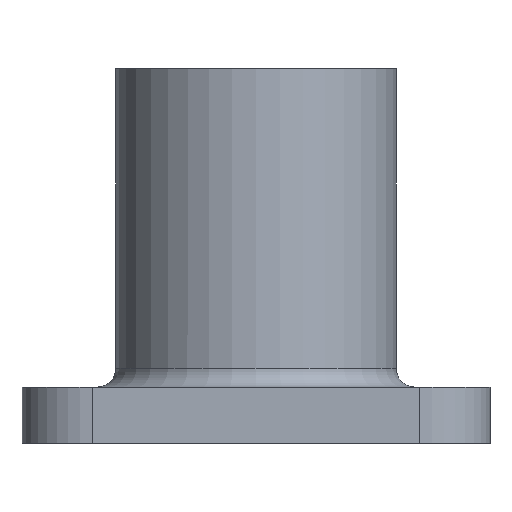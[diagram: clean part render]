
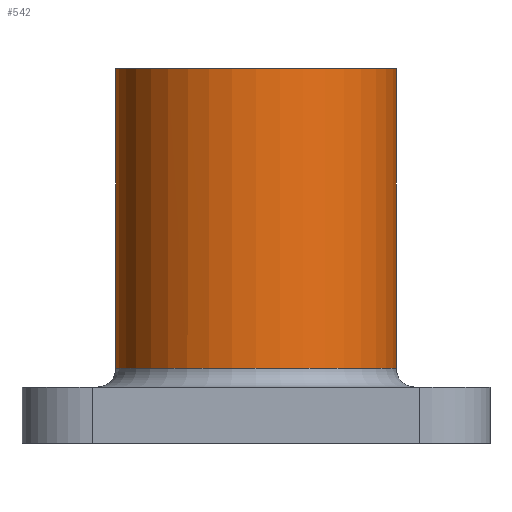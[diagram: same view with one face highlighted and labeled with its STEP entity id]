
A CAD part, left-side view. The second image highlights one B-rep face of the part: STEP entity #542.
In plain terms, the highlighted cylindrical face has radius 30 mm (diameter 60 mm), a full revolution.
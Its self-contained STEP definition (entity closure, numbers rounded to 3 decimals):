
#24=FACE_BOUND('',#104,.T.);
#46=B_SPLINE_CURVE_WITH_KNOTS('',3,(#859,#860,#861,#862,#863,#864,#865,
#866,#867,#868,#869,#870),.UNSPECIFIED.,.F.,.F.,(4,1,1,1,1,1,1,1,1,4),(-6.106,
-5.67,-5.234,-4.361,-3.489,
-2.617,-1.745,-0.872,-0.436,
0.),.UNSPECIFIED.);
#72=FACE_OUTER_BOUND('',#103,.T.);
#103=EDGE_LOOP('',(#402));
#104=EDGE_LOOP('',(#403,#404,#405,#406));
#153=CIRCLE('',#580,30.);
#159=CIRCLE('',#591,30.);
#192=LINE('',#852,#226);
#193=LINE('',#858,#227);
#226=VECTOR('',#686,26.);
#227=VECTOR('',#693,26.);
#259=VERTEX_POINT('',#834);
#260=VERTEX_POINT('',#836);
#263=VERTEX_POINT('',#851);
#264=VERTEX_POINT('',#855);
#265=VERTEX_POINT('',#857);
#311=EDGE_CURVE('',#259,#260,#153,.T.);
#319=EDGE_CURVE('',#260,#263,#192,.T.);
#321=EDGE_CURVE('',#264,#264,#159,.T.);
#322=EDGE_CURVE('',#265,#259,#193,.T.);
#323=EDGE_CURVE('',#263,#265,#46,.T.);
#402=ORIENTED_EDGE('',*,*,#321,.T.);
#403=ORIENTED_EDGE('',*,*,#311,.F.);
#404=ORIENTED_EDGE('',*,*,#322,.F.);
#405=ORIENTED_EDGE('',*,*,#323,.F.);
#406=ORIENTED_EDGE('',*,*,#319,.F.);
#520=CYLINDRICAL_SURFACE('',#590,30.);
#542=ADVANCED_FACE('',(#72,#24),#520,.T.);
#580=AXIS2_PLACEMENT_3D('',#837,#665,#666);
#590=AXIS2_PLACEMENT_3D('',#854,#689,#690);
#591=AXIS2_PLACEMENT_3D('',#856,#691,#692);
#665=DIRECTION('center_axis',(0.,0.,-1.));
#666=DIRECTION('ref_axis',(-1.,0.,0.));
#686=DIRECTION('',(0.,0.,1.));
#689=DIRECTION('center_axis',(0.,0.,1.));
#690=DIRECTION('ref_axis',(1.,0.,0.));
#691=DIRECTION('center_axis',(0.,0.,-1.));
#692=DIRECTION('ref_axis',(1.,0.,0.));
#693=DIRECTION('',(0.,0.,-1.));
#834=CARTESIAN_POINT('',(24.879,-8.765,16.));
#836=CARTESIAN_POINT('',(24.879,24.765,16.));
#837=CARTESIAN_POINT('Origin',(0.,8.,16.));
#851=CARTESIAN_POINT('',(24.879,24.765,42.));
#852=CARTESIAN_POINT('',(24.879,24.765,0.));
#854=CARTESIAN_POINT('Origin',(0.,8.,0.));
#855=CARTESIAN_POINT('',(-30.,8.,80.));
#856=CARTESIAN_POINT('Origin',(0.,8.,80.));
#857=CARTESIAN_POINT('',(24.879,-8.765,42.));
#858=CARTESIAN_POINT('',(24.879,-8.765,0.));
#859=CARTESIAN_POINT('Ctrl Pts',(24.879,24.765,42.));
#860=CARTESIAN_POINT('Ctrl Pts',(24.879,24.765,43.454));
#861=CARTESIAN_POINT('Ctrl Pts',(25.082,24.469,46.358));
#862=CARTESIAN_POINT('Ctrl Pts',(26.167,22.758,51.757));
#863=CARTESIAN_POINT('Ctrl Pts',(28.194,18.87,57.26));
#864=CARTESIAN_POINT('Ctrl Pts',(30.072,11.99,61.155));
#865=CARTESIAN_POINT('Ctrl Pts',(30.075,4.007,61.157));
#866=CARTESIAN_POINT('Ctrl Pts',(28.194,-2.869,57.262));
#867=CARTESIAN_POINT('Ctrl Pts',(26.168,-6.758,51.757));
#868=CARTESIAN_POINT('Ctrl Pts',(25.082,-8.469,46.359));
#869=CARTESIAN_POINT('Ctrl Pts',(24.879,-8.765,43.454));
#870=CARTESIAN_POINT('Ctrl Pts',(24.879,-8.765,42.));
